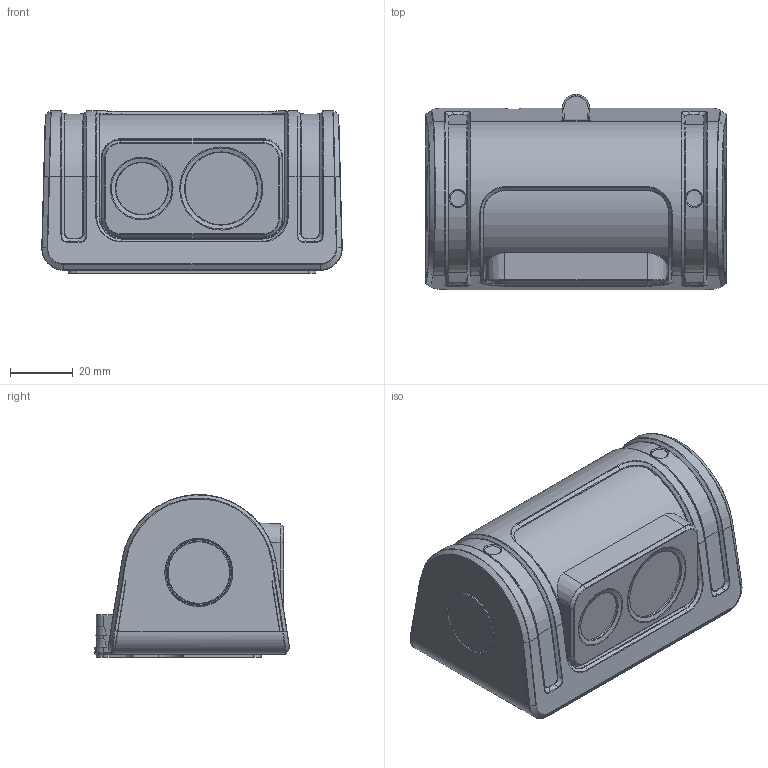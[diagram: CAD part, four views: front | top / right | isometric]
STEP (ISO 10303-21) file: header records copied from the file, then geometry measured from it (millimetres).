
FILE_DESCRIPTION(/* description */ (''),/* implementation_level */ '2;1');
FILE_NAME(/* name */ 'IP-1100C (5936).step',/* time_stamp */ '2022-07-07T11:09:30+01:00',/* author */ (''),/* organization */ (''),/* preprocessor_version */ 'ST-DEVELOPER v19',/* originating_system */ 'Autodesk Translation Framework v11.7.0.108',/* authorisation */ '');
FILE_SCHEMA (('AUTOMOTIVE_DESIGN { 1 0 10303 214 3 1 1 }'));
Length unit declared in the file: millimetre
Products named in the file (1): (Unsaved)
Bounding box: 95.62 x 62.14 x 51.8 mm (x, y, z)
Volume: 221203.5 mm3; surface area: 30669.1 mm2
Topology: 1 solids, 11 shells, 847 faces, 2121 edges, 1307 vertices
Faces by surface type: plane 381, cylinder 249, bspline 123, torus 46, cone 42, sphere 6
Full cylindrical faces by diameter (mm): 2 x1, 2.4 x2, 3.7 x1, 15 x1, 20.8 x2
Entity records: 39136 total; most frequent: CARTESIAN_POINT 19587, ORIENTED_EDGE 4232, DIRECTION 3876, EDGE_CURVE 2116, AXIS2_PLACEMENT_3D 1344, VERTEX_POINT 1307, LINE 1188, VECTOR 1188
